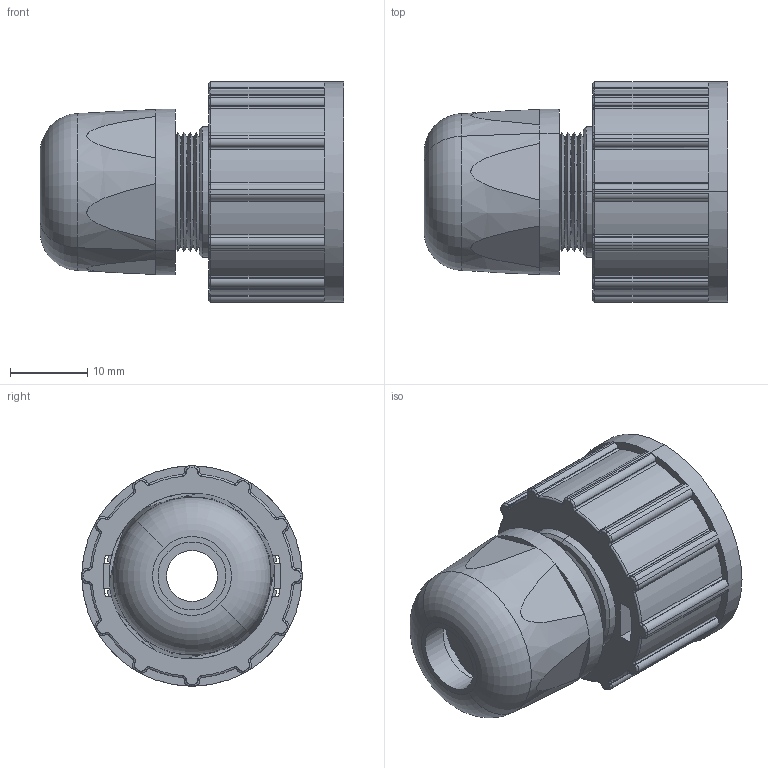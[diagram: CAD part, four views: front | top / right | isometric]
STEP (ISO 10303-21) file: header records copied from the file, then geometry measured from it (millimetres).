
FILE_DESCRIPTION (( 'STEP AP214' ), '1' );
FILE_NAME ('WP67-RJ45-DC_3D.step', '2024-07-15T14:30:00', ( '' ), ( '' ), 'SwSTEP 2.0', 'SolidWorks 2022', '' );
FILE_SCHEMA (( 'AUTOMOTIVE_DESIGN' ));
Length unit declared in the file: inch
Products named in the file (4): WP67-RJ45-DC-MA1; WP67-RJ45-DC-MA3; WP67-RJ45-DC-MA2; WP67-RJ45-DC_3D
Assembly tree (3 placements, depth 2):
  WP67-RJ45-DC_3D
    WP67-RJ45-DC-MA1
    WP67-RJ45-DC-MA2
    WP67-RJ45-DC-MA3
Bounding box: 39.29 x 28.5 x 28.5 mm (x, y, z)
Volume: 10721 mm3; surface area: 9769.2 mm2
Topology: 3 solids, 3 shells, 393 faces, 959 edges, 581 vertices
Faces by surface type: cylinder 139, plane 99, torus 85, cone 46, bspline 24
Entity records: 12849 total; most frequent: CARTESIAN_POINT 3159, DIRECTION 2165, ORIENTED_EDGE 1918, EDGE_CURVE 959, AXIS2_PLACEMENT_3D 895, VERTEX_POINT 581, CIRCLE 520, EDGE_LOOP 412
